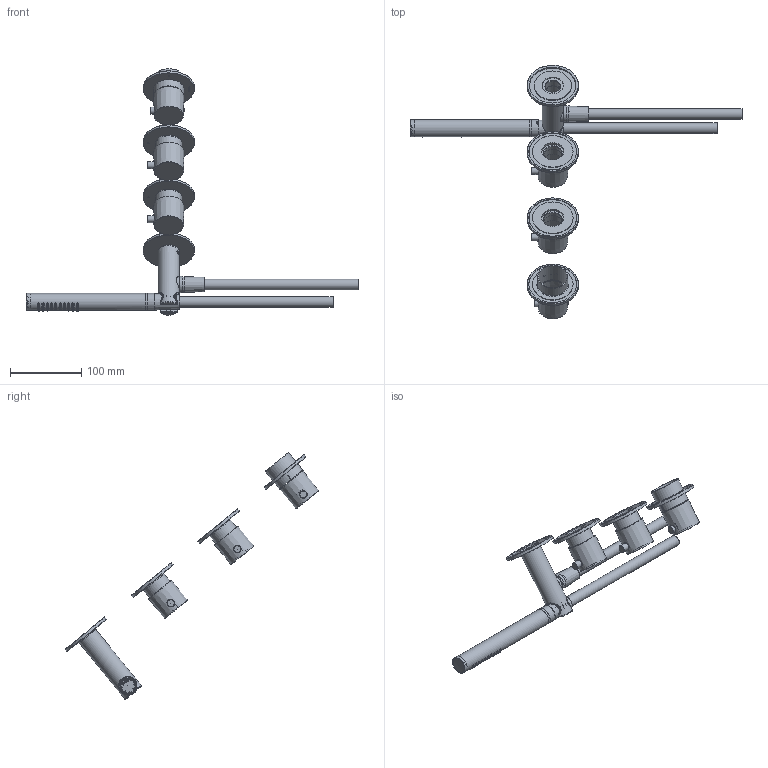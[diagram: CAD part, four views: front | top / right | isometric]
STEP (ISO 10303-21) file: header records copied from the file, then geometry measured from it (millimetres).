
FILE_DESCRIPTION(/* description */ ('Unknown'),/* implementation_level */ '2;1');
FILE_NAME(/* name */ 'CB7171-00',/* time_stamp */ '2025-03-04T12:21:50+01:00',/* author */ ('Unknown'),/* organization */ ('Unknown'),/* preprocessor_version */ 'ST-DEVELOPER v19.4',/* originating_system */ 'Solid Edge',/* authorisation */ 'Unknown');
FILE_SCHEMA (('AUTOMOTIVE_DESIGN {1 0 10303 214 3 1 1}'));
Length unit declared in the file: millimetre
Products named in the file (25): CB7171EXT-00; CB7501-04; CB7501-01; M015-001; M354-00_oa_0; M354-001_oa_1; C101014_02100ZZ; A089014_00101ZZ; A064038_12900ZZ; M017-00; CB7501-001 rel1_oa_2; supporto_doccetta_023E.01.001_023E.01.001; Gruppo raccordo titanico_T1010671_oa_3; raccordi_uscita_T1010035_T1010035; CB7001-02; CB7001-01; CB7001-04; CB7001-001_oa_4; 100.000.01.10T.70C_9; 100.000.01.10T.70C_10; CB7068-02; CB7068-01; CB7068-04; CB7068-07; CB7501-08
Assembly tree (29 placements, depth 4):
  CB7171EXT-00
    CB7501-04  x2
    CB7501-01
    M015-001
    M354-00_oa_0
      M354-001_oa_1
        C101014_02100ZZ
        A089014_00101ZZ
        A064038_12900ZZ
    M017-00
    CB7501-001 rel1_oa_2
      supporto_doccetta_023E.01.001_023E.01.001
      Gruppo raccordo titanico_T1010671_oa_3
        raccordi_uscita_T1010035_T1010035
    CB7001-02
    CB7001-01
    CB7001-04
    CB7001-001_oa_4
      100.000.01.10T.70C_9
      100.000.01.10T.70C_10
    CB7068-02  x2
    CB7068-01  x2
    CB7068-04  x2
    CB7068-07  x2
    CB7501-08
Bounding box: 465.37 x 355.64 x 345.75 mm (x, y, z)
Volume: 261636.4 mm3; surface area: 179150.5 mm2
Topology: 24 solids, 24 shells, 1448 faces, 3657 edges, 2352 vertices
Faces by surface type: plane 456, cylinder 380, bspline 285, cone 155, torus 150, sphere 22
Full cylindrical faces by diameter (mm): 2.459 x1, 3 x4, 3.2 x41, 3.5 x4, 4.134 x5, 4.5 x3, 5 x6, 5.2 x3, 7 x1, 7.5 x2, 9 x1, 10 x4, 10.2 x2, 13 x1, 15 x2, 15.2 x2, 16 x1, 16.5 x2, 16.7 x1, 18 x1, 18.5 x1, 18.631 x4, 19 x1, 21 x3, 21.166 x1, 21.5 x1, 22 x3, 23 x2, 24 x1, 24.3 x1
Entity records: 52362 total; most frequent: CARTESIAN_POINT 21564, ORIENTED_EDGE 5820, DIRECTION 5159, EDGE_CURVE 2910, AXIS2_PLACEMENT_3D 2079, VERTEX_POINT 2028, FACE_BOUND 1940, EDGE_LOOP 1935
